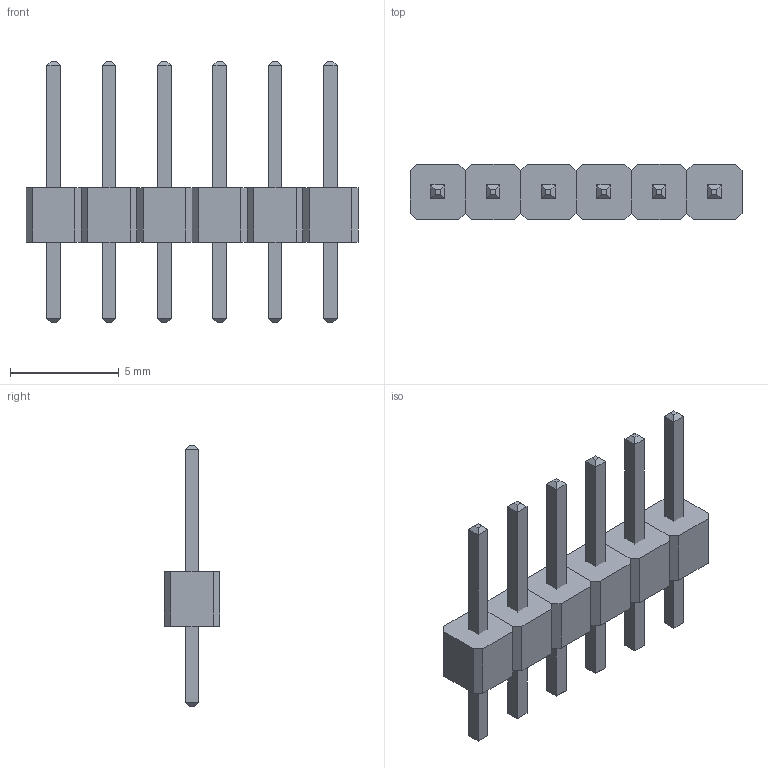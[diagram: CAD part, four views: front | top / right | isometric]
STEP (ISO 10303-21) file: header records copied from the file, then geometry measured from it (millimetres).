
FILE_DESCRIPTION(('FreeCAD Model'),'2;1');
FILE_NAME('BaretteBroche6p2.54-00Deg.step', '2016-11-30T11:32:31',('Daniel Sallin'),('Daniel-STP'), 'Open CASCADE STEP processor 6.8','FreeCAD','Unknown');
FILE_SCHEMA(('AUTOMOTIVE_DESIGN_CC2 { 1 2 10303 214 -1 1 5 4 }'));
Length unit declared in the file: millimetre
Products named in the file (3): ASSEMBLY; Array; Array001
Assembly tree (2 placements, depth 2):
  ASSEMBLY
    Array
    Array001
Bounding box: 15.24 x 2.54 x 12 mm (x, y, z)
Volume: 122.2 mm3; surface area: 399 mm2
Topology: 12 solids, 12 shells, 144 faces, 312 edges, 192 vertices
Faces by surface type: plane 144
Entity records: 7963 total; most frequent: CARTESIAN_POINT 1275, DIRECTION 1230, LINE 936, VECTOR 936, ORIENTED_EDGE 624, PCURVE 624, DEFINITIONAL_REPRESENTATION 624, EDGE_CURVE 312
